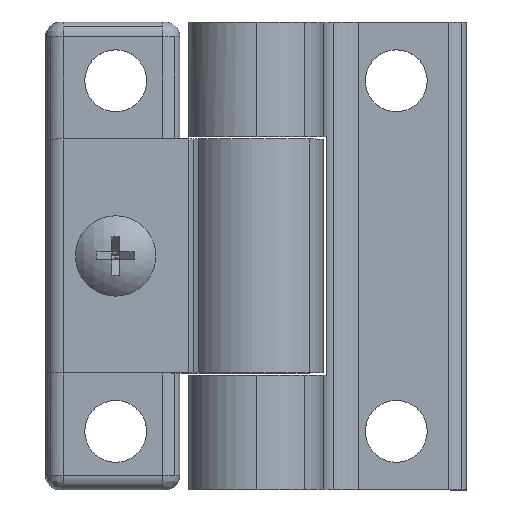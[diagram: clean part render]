
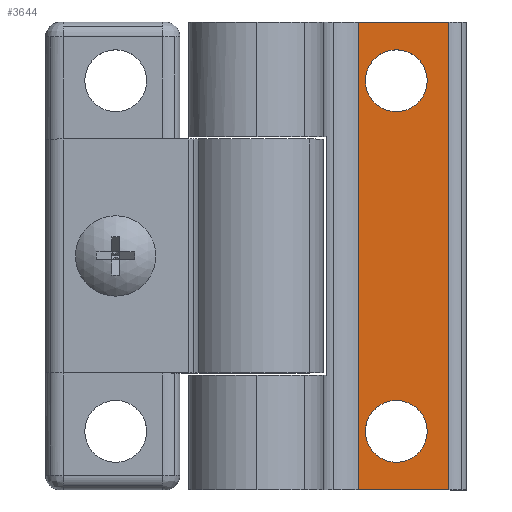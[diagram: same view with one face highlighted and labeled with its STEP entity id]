
A CAD part, top view. The second image highlights one B-rep face of the part: STEP entity #3644.
In plain terms, the highlighted planar face has unit normal (0, 0, 1).
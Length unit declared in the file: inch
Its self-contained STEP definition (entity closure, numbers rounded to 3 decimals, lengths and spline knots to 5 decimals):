
#3082=CARTESIAN_POINT('',(1.78125,2.187,0.203));
#3083=VERTEX_POINT('',#3082);
#3091=CARTESIAN_POINT('',(1.78125,-0.313,0.203));
#3092=VERTEX_POINT('',#3091);
#3093=CARTESIAN_POINT('',(1.78125,2.187,0.203));
#3094=DIRECTION('',(0.0,-1.0,0.0));
#3095=VECTOR('',#3094,2.5);
#3096=LINE('',#3093,#3095);
#3097=EDGE_CURVE('',#3083,#3092,#3096,.T.);
#3409=CARTESIAN_POINT('',(1.5,-0.16535,0.203));
#3410=VERTEX_POINT('',#3409);
#3419=CARTESIAN_POINT('',(1.5,0.16535,0.203));
#3420=VERTEX_POINT('',#3419);
#3421=CARTESIAN_POINT('',(1.5,0.,0.203));
#3422=DIRECTION('',(0.0,0.0,-1.0));
#3423=DIRECTION('',(0.0,-1.0,0.0));
#3424=AXIS2_PLACEMENT_3D('',#3421,#3422,#3423);
#3425=CIRCLE('',#3424,0.16535);
#3426=EDGE_CURVE('',#3420,#3410,#3425,.T.);
#3451=CARTESIAN_POINT('',(1.5,1.70864,0.203));
#3452=VERTEX_POINT('',#3451);
#3461=CARTESIAN_POINT('',(1.5,2.03935,0.203));
#3462=VERTEX_POINT('',#3461);
#3463=CARTESIAN_POINT('',(1.5,1.874,0.203));
#3464=DIRECTION('',(0.0,0.0,-1.0));
#3465=DIRECTION('',(0.0,-1.0,0.0));
#3466=AXIS2_PLACEMENT_3D('',#3463,#3464,#3465);
#3467=CIRCLE('',#3466,0.16535);
#3468=EDGE_CURVE('',#3462,#3452,#3467,.T.);
#3502=CARTESIAN_POINT('',(1.5,1.874,0.203));
#3503=DIRECTION('',(0.0,0.0,-1.0));
#3504=DIRECTION('',(0.0,-1.0,0.0));
#3505=AXIS2_PLACEMENT_3D('',#3502,#3503,#3504);
#3506=CIRCLE('',#3505,0.16535);
#3507=EDGE_CURVE('',#3452,#3462,#3506,.T.);
#3526=CARTESIAN_POINT('',(1.5,0.,0.203));
#3527=DIRECTION('',(0.0,0.0,-1.0));
#3528=DIRECTION('',(0.0,-1.0,0.0));
#3529=AXIS2_PLACEMENT_3D('',#3526,#3527,#3528);
#3530=CIRCLE('',#3529,0.16535);
#3531=EDGE_CURVE('',#3410,#3420,#3530,.T.);
#3541=CARTESIAN_POINT('',(1.2973,2.10826,0.203));
#3542=VERTEX_POINT('',#3541);
#3543=CARTESIAN_POINT('',(1.29678,2.10826,0.203));
#3544=VERTEX_POINT('',#3543);
#3590=CARTESIAN_POINT('',(1.29678,2.10826,0.203));
#3591=DIRECTION('',(1.0,0.0,0.0));
#3592=VECTOR('',#3591,0.00052);
#3593=LINE('',#3590,#3592);
#3594=EDGE_CURVE('',#3544,#3542,#3593,.T.);
#3599=CARTESIAN_POINT('',(1.29678,2.187,0.203));
#3600=DIRECTION('',(0.0,0.0,1.0));
#3601=DIRECTION('',(0.0,-1.0,0.0));
#3602=AXIS2_PLACEMENT_3D('',#3599,#3600,#3601);
#3603=PLANE('',#3602);
#3604=CARTESIAN_POINT('',(1.2973,2.187,0.203));
#3605=VERTEX_POINT('',#3604);
#3606=CARTESIAN_POINT('',(1.2973,2.10826,0.203));
#3607=DIRECTION('',(0.0,1.0,0.0));
#3608=VECTOR('',#3607,0.07874);
#3609=LINE('',#3606,#3608);
#3610=EDGE_CURVE('',#3542,#3605,#3609,.T.);
#3611=ORIENTED_EDGE('',*,*,#3610,.F.);
#3612=ORIENTED_EDGE('',*,*,#3594,.F.);
#3613=CARTESIAN_POINT('',(1.29678,-0.313,0.203));
#3614=VERTEX_POINT('',#3613);
#3615=CARTESIAN_POINT('',(1.29678,2.10826,0.203));
#3616=DIRECTION('',(0.0,-1.0,0.0));
#3617=VECTOR('',#3616,2.42126);
#3618=LINE('',#3615,#3617);
#3619=EDGE_CURVE('',#3544,#3614,#3618,.T.);
#3620=ORIENTED_EDGE('',*,*,#3619,.T.);
#3621=CARTESIAN_POINT('',(1.29678,-0.313,0.203));
#3622=DIRECTION('',(1.0,0.0,0.0));
#3623=VECTOR('',#3622,0.48447);
#3624=LINE('',#3621,#3623);
#3625=EDGE_CURVE('',#3614,#3092,#3624,.T.);
#3626=ORIENTED_EDGE('',*,*,#3625,.T.);
#3627=ORIENTED_EDGE('',*,*,#3097,.F.);
#3628=CARTESIAN_POINT('',(1.2973,2.187,0.203));
#3629=DIRECTION('',(1.0,0.0,0.0));
#3630=VECTOR('',#3629,0.48395);
#3631=LINE('',#3628,#3630);
#3632=EDGE_CURVE('',#3605,#3083,#3631,.T.);
#3633=ORIENTED_EDGE('',*,*,#3632,.F.);
#3634=EDGE_LOOP('',(#3611,#3612,#3620,#3626,#3627,#3633));
#3635=FACE_OUTER_BOUND('',#3634,.T.);
#3636=ORIENTED_EDGE('',*,*,#3507,.T.);
#3637=ORIENTED_EDGE('',*,*,#3468,.T.);
#3638=EDGE_LOOP('',(#3636,#3637));
#3639=FACE_BOUND('',#3638,.T.);
#3640=ORIENTED_EDGE('',*,*,#3531,.T.);
#3641=ORIENTED_EDGE('',*,*,#3426,.T.);
#3642=EDGE_LOOP('',(#3640,#3641));
#3643=FACE_BOUND('',#3642,.T.);
#3644=ADVANCED_FACE('',(#3635,#3639,#3643),#3603,.T.);
